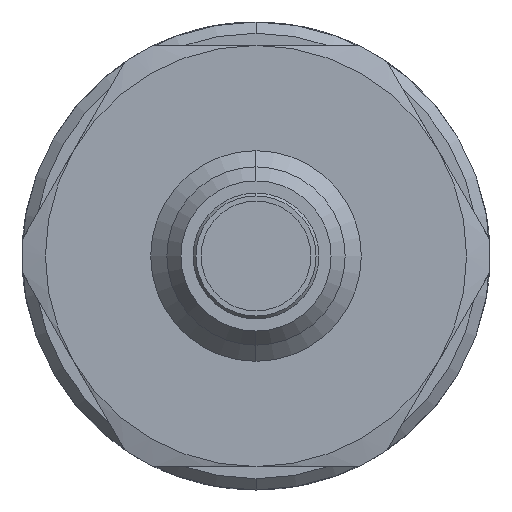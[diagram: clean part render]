
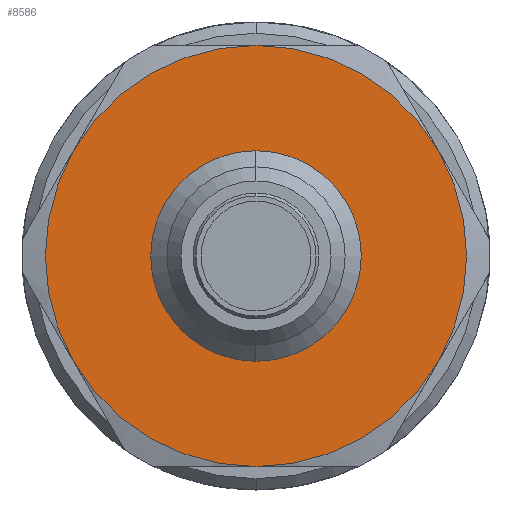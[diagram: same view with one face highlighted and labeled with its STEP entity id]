
A CAD part, left-side view. The second image highlights one B-rep face of the part: STEP entity #8586.
In plain terms, the highlighted planar face has unit normal (-1, 0, 0).
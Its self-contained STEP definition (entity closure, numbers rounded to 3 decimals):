
#207 = CARTESIAN_POINT ( 'NONE',  ( 14.122, 156.121, 14.288 ) ) ;
#281 = ORIENTED_EDGE ( 'NONE', *, *, #3743, .T. ) ;
#391 = FACE_OUTER_BOUND ( 'NONE', #2937, .T. ) ;
#506 = CARTESIAN_POINT ( 'NONE',  ( 14.122, 156.121, 0. ) ) ;
#785 = DIRECTION ( 'NONE',  ( 0., 0., -1. ) ) ;
#888 = VERTEX_POINT ( 'NONE', #9409 ) ;
#923 = DIRECTION ( 'NONE',  ( 0., 0., -1. ) ) ;
#959 = ORIENTED_EDGE ( 'NONE', *, *, #2314, .F. ) ;
#1117 = VERTEX_POINT ( 'NONE', #207 ) ;
#1242 = CARTESIAN_POINT ( 'NONE',  ( 14.122, 0., 0. ) ) ;
#1350 = AXIS2_PLACEMENT_3D ( 'NONE', #5749, #3130, #10930 ) ;
#1379 = CARTESIAN_POINT ( 'NONE',  ( 14.122, 156.121, 6.896 ) ) ;
#1507 = VERTEX_POINT ( 'NONE', #6459 ) ;
#1542 = CIRCLE ( 'NONE', #1581, 14.288 ) ;
#1581 = AXIS2_PLACEMENT_3D ( 'NONE', #506, #9359, #3169 ) ;
#1684 = ORIENTED_EDGE ( 'NONE', *, *, #2713, .T. ) ;
#1759 = DIRECTION ( 'NONE',  ( 0., 0., -1. ) ) ;
#1818 = VERTEX_POINT ( 'NONE', #5224 ) ;
#2037 = EDGE_LOOP ( 'NONE', ( #281, #1684 ) ) ;
#2081 = DIRECTION ( 'NONE',  ( 0., 0., -1. ) ) ;
#2244 = VERTEX_POINT ( 'NONE', #5987 ) ;
#2289 = CIRCLE ( 'NONE', #11077, 14.288 ) ;
#2314 = EDGE_CURVE ( 'NONE', #2244, #1507, #10103, .T. ) ;
#2533 = DIRECTION ( 'NONE',  ( 0., 0., -1. ) ) ;
#2538 = AXIS2_PLACEMENT_3D ( 'NONE', #8710, #8624, #2533 ) ;
#2562 = DIRECTION ( 'NONE',  ( 1., 0., 0. ) ) ;
#2713 = EDGE_CURVE ( 'NONE', #3751, #9625, #3591, .T. ) ;
#2772 = ORIENTED_EDGE ( 'NONE', *, *, #8346, .F. ) ;
#2775 = ORIENTED_EDGE ( 'NONE', *, *, #2905, .F. ) ;
#2905 = EDGE_CURVE ( 'NONE', #1117, #888, #1542, .T. ) ;
#2921 = PLANE ( 'NONE',  #4323 ) ;
#2937 = EDGE_LOOP ( 'NONE', ( #8062, #2772, #9578, #2775, #6448, #959 ) ) ;
#3037 = EDGE_CURVE ( 'NONE', #1507, #1117, #9782, .T. ) ;
#3050 = EDGE_CURVE ( 'NONE', #888, #1818, #8673, .T. ) ;
#3130 = DIRECTION ( 'NONE',  ( 1., 0., 0. ) ) ;
#3169 = DIRECTION ( 'NONE',  ( 0., 0., -1. ) ) ;
#3414 = DIRECTION ( 'NONE',  ( 1., 0., 0. ) ) ;
#3591 = CIRCLE ( 'NONE', #5807, 6.896 ) ;
#3737 = DIRECTION ( 'NONE',  ( 0., 0., -1. ) ) ;
#3743 = EDGE_CURVE ( 'NONE', #9625, #3751, #8899, .T. ) ;
#3751 = VERTEX_POINT ( 'NONE', #1379 ) ;
#4089 = VERTEX_POINT ( 'NONE', #7023 ) ;
#4323 = AXIS2_PLACEMENT_3D ( 'NONE', #1242, #5605, #2081 ) ;
#4420 = AXIS2_PLACEMENT_3D ( 'NONE', #7208, #9851, #3737 ) ;
#4762 = FACE_BOUND ( 'NONE', #2037, .T. ) ;
#5224 = CARTESIAN_POINT ( 'NONE',  ( 14.122, 143.748, -7.144 ) ) ;
#5276 = CARTESIAN_POINT ( 'NONE',  ( 14.122, 156.121, 0. ) ) ;
#5339 = EDGE_CURVE ( 'NONE', #4089, #2244, #8735, .T. ) ;
#5605 = DIRECTION ( 'NONE',  ( 1., 0., 0. ) ) ;
#5749 = CARTESIAN_POINT ( 'NONE',  ( 14.122, 156.121, 0. ) ) ;
#5807 = AXIS2_PLACEMENT_3D ( 'NONE', #8739, #11318, #6936 ) ;
#5987 = CARTESIAN_POINT ( 'NONE',  ( 14.122, 168.494, -7.144 ) ) ;
#6168 = CARTESIAN_POINT ( 'NONE',  ( 14.122, 156.121, 0. ) ) ;
#6448 = ORIENTED_EDGE ( 'NONE', *, *, #3037, .F. ) ;
#6459 = CARTESIAN_POINT ( 'NONE',  ( 14.122, 168.494, 7.144 ) ) ;
#6835 = CARTESIAN_POINT ( 'NONE',  ( 14.122, 156.121, 0. ) ) ;
#6936 = DIRECTION ( 'NONE',  ( 0., 0., -1. ) ) ;
#7018 = DIRECTION ( 'NONE',  ( 1., 0., 0. ) ) ;
#7023 = CARTESIAN_POINT ( 'NONE',  ( 14.122, 156.121, -14.288 ) ) ;
#7208 = CARTESIAN_POINT ( 'NONE',  ( 14.122, 156.121, 0. ) ) ;
#8062 = ORIENTED_EDGE ( 'NONE', *, *, #5339, .F. ) ;
#8346 = EDGE_CURVE ( 'NONE', #1818, #4089, #2289, .T. ) ;
#8586 = ADVANCED_FACE ( 'NONE', ( #391, #4762 ), #2921, .F. ) ;
#8624 = DIRECTION ( 'NONE',  ( 1., 0., 0. ) ) ;
#8673 = CIRCLE ( 'NONE', #2538, 14.288 ) ;
#8710 = CARTESIAN_POINT ( 'NONE',  ( 14.122, 156.121, 0. ) ) ;
#8735 = CIRCLE ( 'NONE', #8876, 14.288 ) ;
#8739 = CARTESIAN_POINT ( 'NONE',  ( 14.122, 156.121, 0. ) ) ;
#8876 = AXIS2_PLACEMENT_3D ( 'NONE', #6168, #7018, #923 ) ;
#8899 = CIRCLE ( 'NONE', #1350, 6.896 ) ;
#9359 = DIRECTION ( 'NONE',  ( 1., 0., 0. ) ) ;
#9409 = CARTESIAN_POINT ( 'NONE',  ( 14.122, 143.748, 7.144 ) ) ;
#9578 = ORIENTED_EDGE ( 'NONE', *, *, #3050, .F. ) ;
#9625 = VERTEX_POINT ( 'NONE', #10715 ) ;
#9782 = CIRCLE ( 'NONE', #10242, 14.288 ) ;
#9851 = DIRECTION ( 'NONE',  ( 1., 0., 0. ) ) ;
#10103 = CIRCLE ( 'NONE', #4420, 14.288 ) ;
#10242 = AXIS2_PLACEMENT_3D ( 'NONE', #6835, #3414, #785 ) ;
#10715 = CARTESIAN_POINT ( 'NONE',  ( 14.122, 156.121, -6.896 ) ) ;
#10930 = DIRECTION ( 'NONE',  ( 0., 0., -1. ) ) ;
#11077 = AXIS2_PLACEMENT_3D ( 'NONE', #5276, #2562, #1759 ) ;
#11318 = DIRECTION ( 'NONE',  ( 1., 0., 0. ) ) ;
